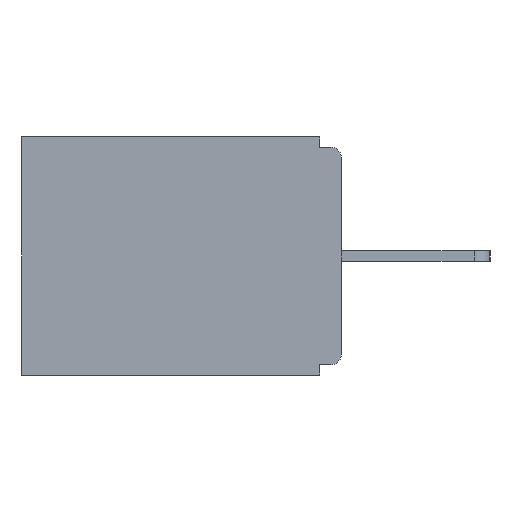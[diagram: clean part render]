
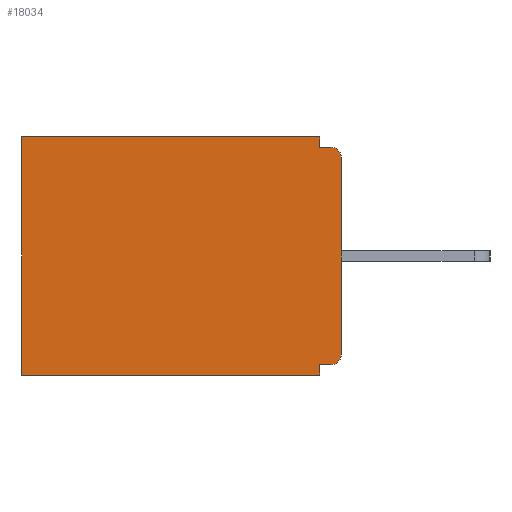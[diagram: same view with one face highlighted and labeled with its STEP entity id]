
A CAD part, left-side view. The second image highlights one B-rep face of the part: STEP entity #18034.
In plain terms, the highlighted planar face has unit normal (-1, 0, 0).
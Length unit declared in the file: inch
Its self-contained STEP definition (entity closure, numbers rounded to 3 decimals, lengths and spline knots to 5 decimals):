
#1214 = CARTESIAN_POINT ( 'NONE',  ( 0.298, 0.031, -0.343 ) ) ;
#1749 = CARTESIAN_POINT ( 'NONE',  ( 0.298, 0.031, -0.343 ) ) ;
#2070 = PLANE ( 'NONE',  #11119 ) ;
#2150 = VERTEX_POINT ( 'NONE', #7093 ) ;
#3161 = DIRECTION ( 'NONE',  ( -1., 0., 0. ) ) ;
#3670 = ORIENTED_EDGE ( 'NONE', *, *, #14026, .T. ) ;
#3755 = VERTEX_POINT ( 'NONE', #17345 ) ;
#4062 = ORIENTED_EDGE ( 'NONE', *, *, #14547, .F. ) ;
#4235 = DIRECTION ( 'NONE',  ( 0., 0., -1. ) ) ;
#4579 = DIRECTION ( 'NONE',  ( 0., 0., -1. ) ) ;
#4639 = CARTESIAN_POINT ( 'NONE',  ( 0.298, 0., 0. ) ) ;
#4774 = VECTOR ( 'NONE', #12309, 39.37008 ) ;
#5140 = DIRECTION ( 'NONE',  ( 0., 1., 0. ) ) ;
#5199 = VECTOR ( 'NONE', #18129, 39.37008 ) ;
#5225 = CARTESIAN_POINT ( 'NONE',  ( 0.298, 0.46, 0. ) ) ;
#5511 = CARTESIAN_POINT ( 'NONE',  ( 0.298, 0.031, -0.343 ) ) ;
#5882 = VERTEX_POINT ( 'NONE', #6719 ) ;
#6406 = VECTOR ( 'NONE', #19672, 39.37008 ) ;
#6437 = VECTOR ( 'NONE', #5140, 39.37008 ) ;
#6530 = EDGE_CURVE ( 'NONE', #3755, #14781, #7066, .T. ) ;
#6719 = CARTESIAN_POINT ( 'NONE',  ( 0.298, 0.46, -0.343 ) ) ;
#6823 = CARTESIAN_POINT ( 'NONE',  ( 0.298, 0., -0.343 ) ) ;
#6967 = VECTOR ( 'NONE', #14102, 39.37008 ) ;
#7066 = LINE ( 'NONE', #5511, #5199 ) ;
#7093 = CARTESIAN_POINT ( 'NONE',  ( 0.298, 0.015, -0.328 ) ) ;
#7434 = ORIENTED_EDGE ( 'NONE', *, *, #11168, .F. ) ;
#7958 = ORIENTED_EDGE ( 'NONE', *, *, #6530, .F. ) ;
#8000 = VERTEX_POINT ( 'NONE', #1749 ) ;
#8266 = VECTOR ( 'NONE', #19243, 39.37008 ) ;
#8414 = EDGE_CURVE ( 'NONE', #8000, #5882, #12817, .T. ) ;
#9363 = LINE ( 'NONE', #1214, #6967 ) ;
#9564 = CARTESIAN_POINT ( 'NONE',  ( 0.298, 0.015, -0.313 ) ) ;
#9606 = CARTESIAN_POINT ( 'NONE',  ( 0.298, 0., 0. ) ) ;
#9937 = VERTEX_POINT ( 'NONE', #14585 ) ;
#10085 = CARTESIAN_POINT ( 'NONE',  ( 0.298, 0., -0.03 ) ) ;
#10449 = AXIS2_PLACEMENT_3D ( 'NONE', #9564, #3161, #13989 ) ;
#10587 = DIRECTION ( 'NONE',  ( 0., 0., -1. ) ) ;
#10728 = VECTOR ( 'NONE', #4235, 39.37008 ) ;
#10780 = CARTESIAN_POINT ( 'NONE',  ( 0.298, 0.015, -0.015 ) ) ;
#11119 = AXIS2_PLACEMENT_3D ( 'NONE', #11728, #18029, #10587 ) ;
#11168 = EDGE_CURVE ( 'NONE', #13955, #8000, #9363, .T. ) ;
#11248 = LINE ( 'NONE', #9606, #6437 ) ;
#11594 = ORIENTED_EDGE ( 'NONE', *, *, #18234, .T. ) ;
#11728 = CARTESIAN_POINT ( 'NONE',  ( 0.298, 0., 0. ) ) ;
#12094 = ORIENTED_EDGE ( 'NONE', *, *, #16710, .F. ) ;
#12309 = DIRECTION ( 'NONE',  ( 0., 1., 0. ) ) ;
#12571 = LINE ( 'NONE', #20200, #19640 ) ;
#12735 = VERTEX_POINT ( 'NONE', #10780 ) ;
#12817 = LINE ( 'NONE', #6823, #8266 ) ;
#12976 = FACE_OUTER_BOUND ( 'NONE', #19371, .T. ) ;
#13212 = CARTESIAN_POINT ( 'NONE',  ( 0.298, 0.031, -0.015 ) ) ;
#13458 = LINE ( 'NONE', #19778, #6406 ) ;
#13955 = VERTEX_POINT ( 'NONE', #19373 ) ;
#13982 = VERTEX_POINT ( 'NONE', #10085 ) ;
#13989 = DIRECTION ( 'NONE',  ( 0., 0., -1. ) ) ;
#14026 = EDGE_CURVE ( 'NONE', #19211, #5882, #13458, .T. ) ;
#14102 = DIRECTION ( 'NONE',  ( 0., 0., -1. ) ) ;
#14379 = DIRECTION ( 'NONE',  ( -1., 0., 0. ) ) ;
#14474 = ORIENTED_EDGE ( 'NONE', *, *, #15099, .T. ) ;
#14547 = EDGE_CURVE ( 'NONE', #2150, #13955, #18717, .T. ) ;
#14585 = CARTESIAN_POINT ( 'NONE',  ( 0.298, 0., -0.313 ) ) ;
#14717 = ORIENTED_EDGE ( 'NONE', *, *, #19861, .T. ) ;
#14781 = VERTEX_POINT ( 'NONE', #13212 ) ;
#15034 = EDGE_CURVE ( 'NONE', #13982, #9937, #17228, .T. ) ;
#15099 = EDGE_CURVE ( 'NONE', #3755, #19211, #11248, .T. ) ;
#16072 = ORIENTED_EDGE ( 'NONE', *, *, #15034, .F. ) ;
#16397 = CIRCLE ( 'NONE', #10449, 0.015 ) ;
#16710 = EDGE_CURVE ( 'NONE', #14781, #12735, #12571, .T. ) ;
#17228 = LINE ( 'NONE', #4639, #10728 ) ;
#17345 = CARTESIAN_POINT ( 'NONE',  ( 0.298, 0.031, 0. ) ) ;
#17368 = CARTESIAN_POINT ( 'NONE',  ( 0.298, 0.015, -0.03 ) ) ;
#17471 = CIRCLE ( 'NONE', #18138, 0.015 ) ;
#18029 = DIRECTION ( 'NONE',  ( 1., 0., 0. ) ) ;
#18034 = ADVANCED_FACE ( 'NONE', ( #12976 ), #2070, .F. ) ;
#18129 = DIRECTION ( 'NONE',  ( 0., 0., -1. ) ) ;
#18138 = AXIS2_PLACEMENT_3D ( 'NONE', #17368, #14379, #4579 ) ;
#18234 = EDGE_CURVE ( 'NONE', #2150, #9937, #16397, .T. ) ;
#18717 = LINE ( 'NONE', #20240, #4774 ) ;
#19211 = VERTEX_POINT ( 'NONE', #5225 ) ;
#19243 = DIRECTION ( 'NONE',  ( 0., 1., 0. ) ) ;
#19371 = EDGE_LOOP ( 'NONE', ( #14717, #12094, #7958, #14474, #3670, #20189, #7434, #4062, #11594, #16072 ) ) ;
#19373 = CARTESIAN_POINT ( 'NONE',  ( 0.298, 0.031, -0.328 ) ) ;
#19640 = VECTOR ( 'NONE', #20297, 39.37008 ) ;
#19672 = DIRECTION ( 'NONE',  ( 0., 0., -1. ) ) ;
#19778 = CARTESIAN_POINT ( 'NONE',  ( 0.298, 0.46, 0. ) ) ;
#19861 = EDGE_CURVE ( 'NONE', #13982, #12735, #17471, .T. ) ;
#20189 = ORIENTED_EDGE ( 'NONE', *, *, #8414, .F. ) ;
#20200 = CARTESIAN_POINT ( 'NONE',  ( 0.298, 0., -0.015 ) ) ;
#20240 = CARTESIAN_POINT ( 'NONE',  ( 0.298, 0., -0.328 ) ) ;
#20297 = DIRECTION ( 'NONE',  ( 0., -1., 0. ) ) ;
